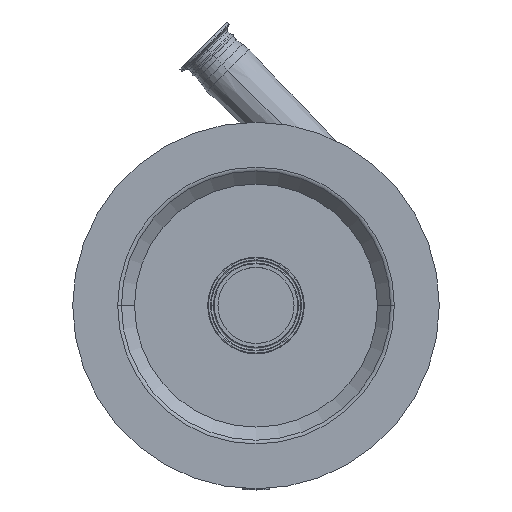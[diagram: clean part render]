
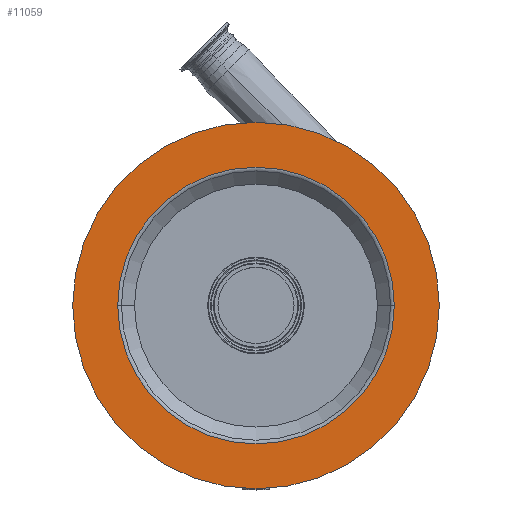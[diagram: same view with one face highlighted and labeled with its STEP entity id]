
A CAD part, top view. The second image highlights one B-rep face of the part: STEP entity #11059.
In plain terms, the highlighted planar face has unit normal (0, 0, 1).
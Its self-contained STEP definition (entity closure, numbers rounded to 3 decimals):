
#176 = EDGE_CURVE ( 'NONE', #11298, #2151, #9420, .T. ) ;
#307 = VERTEX_POINT ( 'NONE', #9914 ) ;
#1919 = CIRCLE ( 'NONE', #13420, 175. ) ;
#2151 = VERTEX_POINT ( 'NONE', #10167 ) ;
#2341 = DIRECTION ( 'NONE',  ( -1., 0., 0. ) ) ;
#2759 = AXIS2_PLACEMENT_3D ( 'NONE', #15157, #2809, #10552 ) ;
#2809 = DIRECTION ( 'NONE',  ( 0., 0., -1. ) ) ;
#2953 = CARTESIAN_POINT ( 'NONE',  ( 0., 0., 67. ) ) ;
#3784 = DIRECTION ( 'NONE',  ( -1., 0., 0. ) ) ;
#5061 = ORIENTED_EDGE ( 'NONE', *, *, #13121, .T. ) ;
#5709 = ORIENTED_EDGE ( 'NONE', *, *, #15366, .T. ) ;
#6769 = AXIS2_PLACEMENT_3D ( 'NONE', #10564, #19994, #19898 ) ;
#7415 = EDGE_LOOP ( 'NONE', ( #5709, #5061 ) ) ;
#9085 = CIRCLE ( 'NONE', #12682, 132.071 ) ;
#9420 = CIRCLE ( 'NONE', #6769, 175. ) ;
#9914 = CARTESIAN_POINT ( 'NONE',  ( 132.071, 0., 67. ) ) ;
#10167 = CARTESIAN_POINT ( 'NONE',  ( -175., 0., 67. ) ) ;
#10383 = FACE_OUTER_BOUND ( 'NONE', #17401, .T. ) ;
#10552 = DIRECTION ( 'NONE',  ( -1., 0., 0. ) ) ;
#10564 = CARTESIAN_POINT ( 'NONE',  ( 0., 0., 67. ) ) ;
#11059 = ADVANCED_FACE ( 'NONE', ( #13248, #10383 ), #16522, .F. ) ;
#11298 = VERTEX_POINT ( 'NONE', #18451 ) ;
#12276 = CIRCLE ( 'NONE', #2759, 132.071 ) ;
#12315 = DIRECTION ( 'NONE',  ( -1., 0., 0. ) ) ;
#12682 = AXIS2_PLACEMENT_3D ( 'NONE', #2953, #18663, #12315 ) ;
#13121 = EDGE_CURVE ( 'NONE', #307, #14215, #12276, .T. ) ;
#13214 = AXIS2_PLACEMENT_3D ( 'NONE', #17856, #16426, #2341 ) ;
#13248 = FACE_BOUND ( 'NONE', #7415, .T. ) ;
#13420 = AXIS2_PLACEMENT_3D ( 'NONE', #17777, #19421, #3784 ) ;
#14215 = VERTEX_POINT ( 'NONE', #19154 ) ;
#14342 = ORIENTED_EDGE ( 'NONE', *, *, #176, .F. ) ;
#15157 = CARTESIAN_POINT ( 'NONE',  ( 0., 0., 67. ) ) ;
#15366 = EDGE_CURVE ( 'NONE', #14215, #307, #9085, .T. ) ;
#16265 = EDGE_CURVE ( 'NONE', #2151, #11298, #1919, .T. ) ;
#16426 = DIRECTION ( 'NONE',  ( 0., 0., -1. ) ) ;
#16522 = PLANE ( 'NONE',  #13214 ) ;
#17401 = EDGE_LOOP ( 'NONE', ( #17486, #14342 ) ) ;
#17486 = ORIENTED_EDGE ( 'NONE', *, *, #16265, .F. ) ;
#17777 = CARTESIAN_POINT ( 'NONE',  ( 0., 0., 67. ) ) ;
#17856 = CARTESIAN_POINT ( 'NONE',  ( 0., 175., 67. ) ) ;
#18451 = CARTESIAN_POINT ( 'NONE',  ( 175., 0., 67. ) ) ;
#18663 = DIRECTION ( 'NONE',  ( 0., 0., -1. ) ) ;
#19154 = CARTESIAN_POINT ( 'NONE',  ( -132.071, 0., 67. ) ) ;
#19421 = DIRECTION ( 'NONE',  ( 0., 0., -1. ) ) ;
#19898 = DIRECTION ( 'NONE',  ( -1., 0., 0. ) ) ;
#19994 = DIRECTION ( 'NONE',  ( 0., 0., -1. ) ) ;
